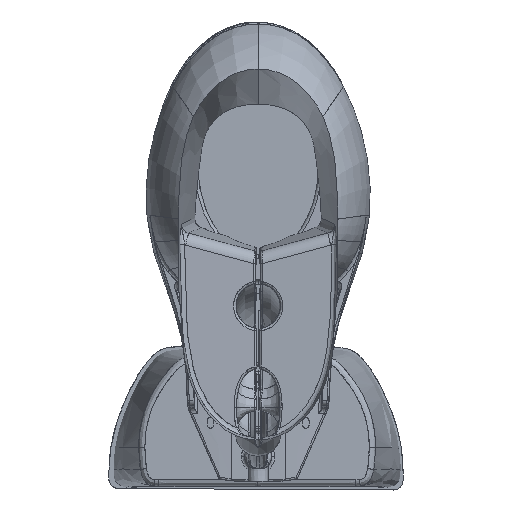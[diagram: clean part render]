
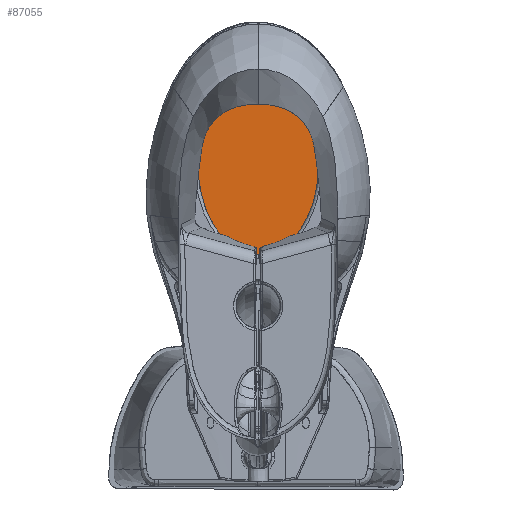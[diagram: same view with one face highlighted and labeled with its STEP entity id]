
A CAD part, front view. The second image highlights one B-rep face of the part: STEP entity #87055.
In plain terms, the highlighted face is planar.
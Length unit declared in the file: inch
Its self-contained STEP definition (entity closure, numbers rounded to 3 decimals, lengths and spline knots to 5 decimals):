
#9591 = VECTOR ( 'NONE', #80495, 39.37008 ) ;
#12550 = CARTESIAN_POINT ( 'NONE',  ( 5.07613, 3.44563, 18.25617 ) ) ;
#13191 = CARTESIAN_POINT ( 'NONE',  ( -4.12125, 5.02935, 18.2688 ) ) ;
#13824 = CARTESIAN_POINT ( 'NONE',  ( 3.65888, -10.36136, 18.14603 ) ) ;
#15549 = VERTEX_POINT ( 'NONE', #131876 ) ;
#24393 = CARTESIAN_POINT ( 'NONE',  ( -4.12125, 5.02935, 18.2688 ) ) ;
#27461 = CARTESIAN_POINT ( 'NONE',  ( -6.59582, -0.88913, 18.22159 ) ) ;
#27825 = VERTEX_POINT ( 'NONE', #24393 ) ;
#28106 = CARTESIAN_POINT ( 'NONE',  ( -6.65683, -2.08608, 18.21204 ) ) ;
#28741 = CARTESIAN_POINT ( 'NONE',  ( 5.69141, -6.66718, 18.1755 ) ) ;
#30040 = EDGE_CURVE ( 'NONE', #15549, #27825, #111719, .T. ) ;
#38526 = ORIENTED_EDGE ( 'NONE', *, *, #167593, .F. ) ;
#41689 = CARTESIAN_POINT ( 'NONE',  ( 6.37523, -0.88739, 18.2216 ) ) ;
#42972 = CARTESIAN_POINT ( 'NONE',  ( -3.90882, -10.34647, 18.14615 ) ) ;
#55938 = CARTESIAN_POINT ( 'NONE',  ( 2.21336, -11.45928, 18.13727 ) ) ;
#56580 = CARTESIAN_POINT ( 'NONE',  ( 5.92659, 1.41973, 18.24001 ) ) ;
#57214 = CARTESIAN_POINT ( 'NONE',  ( 0.65053, -11.93088, 18.13351 ) ) ;
#57855 = CARTESIAN_POINT ( 'NONE',  ( 4.52652, 4.29979, 18.26298 ) ) ;
#58158 = DIRECTION ( 'NONE',  ( 0., -0.008, 1. ) ) ;
#58490 = CARTESIAN_POINT ( 'NONE',  ( -5.28908, 3.44575, 18.25617 ) ) ;
#60794 = ORIENTED_EDGE ( 'NONE', *, *, #30040, .F. ) ;
#70590 = AXIS2_PLACEMENT_3D ( 'NONE', #191350, #58158, #100244 ) ;
#70852 = CARTESIAN_POINT ( 'NONE',  ( 6.20484, 0.28936, 18.23099 ) ) ;
#72127 = CARTESIAN_POINT ( 'NONE',  ( 6.43435, -2.08499, 18.21205 ) ) ;
#73049 = PLANE ( 'NONE',  #70590 ) ;
#80495 = DIRECTION ( 'NONE',  ( -1., 0., 0. ) ) ;
#83555 = EDGE_LOOP ( 'NONE', ( #38526, #60794 ) ) ;
#85716 = CARTESIAN_POINT ( 'NONE',  ( -4.73713, 4.30096, 18.26299 ) ) ;
#87055 = ADVANCED_FACE ( 'NONE', ( #136092 ), #73049, .F. ) ;
#88262 = CARTESIAN_POINT ( 'NONE',  ( -2.47672, -11.4438, 18.13739 ) ) ;
#100244 = DIRECTION ( 'NONE',  ( 0., -1., -0.008 ) ) ;
#100573 = CARTESIAN_POINT ( 'NONE',  ( 6.38196, -3.27768, 18.20254 ) ) ;
#101231 = CARTESIAN_POINT ( 'NONE',  ( 4.85267, -8.71522, 18.15916 ) ) ;
#109353 = B_SPLINE_CURVE_WITH_KNOTS ( 'NONE', 10,
 ( #13191, #85716, #58490, #146507, #161990, #176838, #27461, #28106, #174924, #115453, #189787, #131620, #116095, #116728, #42972, #189146, #88262, #132260, #130334, #57214, #145226, #55938, #191061, #13824, #160718, #101231, #159427, #28741, #176199, #100573, #72127, #41689, #70852, #56580, #160077, #12550, #57855, #161355 ),
 .UNSPECIFIED., .F., .F.,
 ( 11, 9, 9, 9, 11 ),
 ( 0., 0.24906, 0.50001, 0.75096, 1. ),
 .UNSPECIFIED. ) ;
#111719 = LINE ( 'NONE', #183309, #9591 ) ;
#115453 = CARTESIAN_POINT ( 'NONE',  ( -6.4479, -4.43873, 18.19327 ) ) ;
#116095 = CARTESIAN_POINT ( 'NONE',  ( -5.09245, -8.70478, 18.15924 ) ) ;
#116728 = CARTESIAN_POINT ( 'NONE',  ( -4.5388, -9.58602, 18.15221 ) ) ;
#130334 = CARTESIAN_POINT ( 'NONE',  ( -0.92272, -11.92522, 18.13355 ) ) ;
#131620 = CARTESIAN_POINT ( 'NONE',  ( -5.55711, -7.72251, 18.16708 ) ) ;
#131876 = CARTESIAN_POINT ( 'NONE',  ( 3.91314, 5.02732, 18.26879 ) ) ;
#132260 = CARTESIAN_POINT ( 'NONE',  ( -1.70788, -11.76357, 18.13484 ) ) ;
#136092 = FACE_OUTER_BOUND ( 'NONE', #83555, .T. ) ;
#145226 = CARTESIAN_POINT ( 'NONE',  ( 1.43863, -11.77488, 18.13475 ) ) ;
#146507 = CARTESIAN_POINT ( 'NONE',  ( -5.76212, 2.47839, 18.24845 ) ) ;
#159427 = CARTESIAN_POINT ( 'NONE',  ( 5.32124, -7.73046, 18.16702 ) ) ;
#160077 = CARTESIAN_POINT ( 'NONE',  ( 5.54708, 2.47926, 18.24846 ) ) ;
#160718 = CARTESIAN_POINT ( 'NONE',  ( 4.29454, -9.59906, 18.15211 ) ) ;
#161355 = CARTESIAN_POINT ( 'NONE',  ( 3.91314, 5.02732, 18.26879 ) ) ;
#161990 = CARTESIAN_POINT ( 'NONE',  ( -6.14354, 1.41815, 18.24 ) ) ;
#167593 = EDGE_CURVE ( 'NONE', #27825, #15549, #109353, .T. ) ;
#174924 = CARTESIAN_POINT ( 'NONE',  ( -6.60651, -3.27762, 18.20254 ) ) ;
#176199 = CARTESIAN_POINT ( 'NONE',  ( 6.22097, -4.44038, 18.19326 ) ) ;
#176838 = CARTESIAN_POINT ( 'NONE',  ( -6.42362, 0.28747, 18.23098 ) ) ;
#183309 = CARTESIAN_POINT ( 'NONE',  ( 3.91314, 5.02732, 18.26879 ) ) ;
#189146 = CARTESIAN_POINT ( 'NONE',  ( -3.21536, -10.96996, 18.14117 ) ) ;
#189787 = CARTESIAN_POINT ( 'NONE',  ( -5.92398, -6.66158, 18.17554 ) ) ;
#191061 = CARTESIAN_POINT ( 'NONE',  ( 2.95959, -10.98621, 18.14104 ) ) ;
#191350 = CARTESIAN_POINT ( 'NONE',  ( -0.11759, -2.4058, 18.20949 ) ) ;
